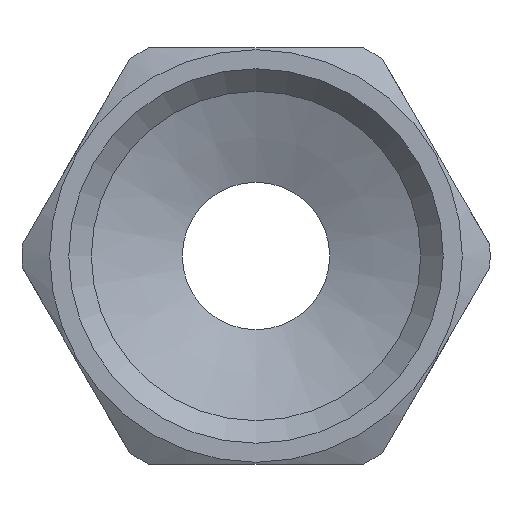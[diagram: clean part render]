
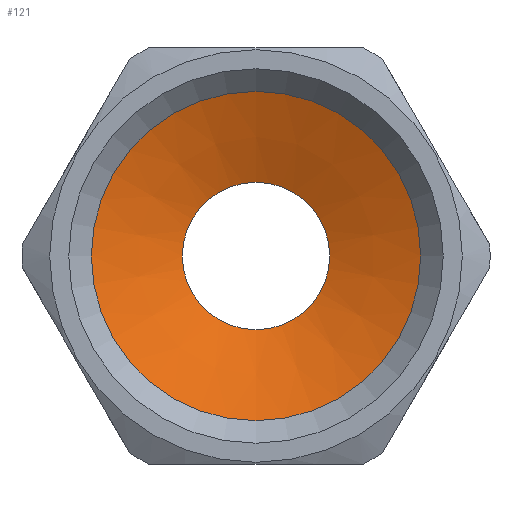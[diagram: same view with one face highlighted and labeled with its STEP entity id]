
A CAD part, front view. The second image highlights one B-rep face of the part: STEP entity #121.
In plain terms, the highlighted conical face has half-angle 68 degrees and reference radius 9.5 mm.
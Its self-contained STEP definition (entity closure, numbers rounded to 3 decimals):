
#121 = ADVANCED_FACE( 'NONE', ( #263, #264 ), #265, .F. );
#263 = FACE_OUTER_BOUND( '', #418, .T. );
#264 = FACE_BOUND( '', #419, .T. );
#265 = CONICAL_SURFACE( '', #420, 9.5, 1.187 );
#418 = EDGE_LOOP( '', ( #709 ) );
#419 = EDGE_LOOP( '', ( #710 ) );
#420 = AXIS2_PLACEMENT_3D( '', #711, #712, #713 );
#709 = ORIENTED_EDGE( '', *, *, #857, .T. );
#710 = ORIENTED_EDGE( '', *, *, #944, .F. );
#711 = CARTESIAN_POINT( '', ( 0., 14., 0. ) );
#712 = DIRECTION( '', ( 0., -1., 0. ) );
#713 = DIRECTION( '', ( 0., 0., -1. ) );
#857 = EDGE_CURVE( 'NONE', #1013, #1013, #1014, .T. );
#944 = EDGE_CURVE( 'NONE', #1150, #1150, #1151, .T. );
#1013 = VERTEX_POINT( '', #1274 );
#1014 = CIRCLE( '', #1275, 9.5 );
#1150 = VERTEX_POINT( '', #1559 );
#1151 = CIRCLE( '', #1560, 4.25 );
#1274 = CARTESIAN_POINT( '', ( 0., 14., -9.5 ) );
#1275 = AXIS2_PLACEMENT_3D( '', #1653, #1654, #1655 );
#1559 = CARTESIAN_POINT( '', ( 0., 16.121, -4.25 ) );
#1560 = AXIS2_PLACEMENT_3D( '', #1751, #1752, #1753 );
#1653 = CARTESIAN_POINT( '', ( 0., 14., 0. ) );
#1654 = DIRECTION( '', ( 0., -1., 0. ) );
#1655 = DIRECTION( '', ( 0., 0., -1. ) );
#1751 = CARTESIAN_POINT( '', ( 0., 16.121, 0. ) );
#1752 = DIRECTION( '', ( 0., -1., 0. ) );
#1753 = DIRECTION( '', ( 0., 0., -1. ) );
